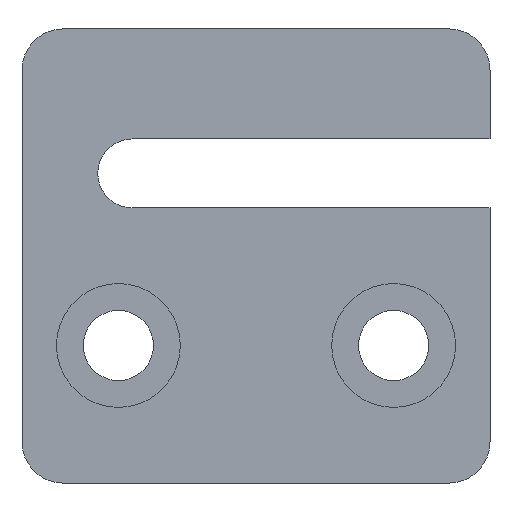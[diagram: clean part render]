
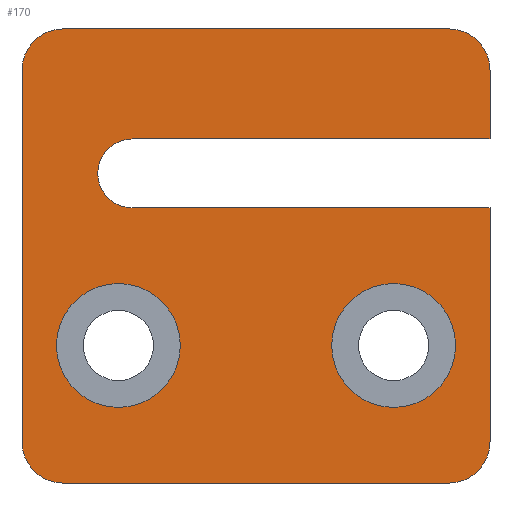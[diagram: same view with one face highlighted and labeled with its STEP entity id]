
A CAD part, front view. The second image highlights one B-rep face of the part: STEP entity #170.
In plain terms, the highlighted planar face has unit normal (0, -1, 0).
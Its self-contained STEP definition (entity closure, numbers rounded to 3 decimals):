
#31 = VERTEX_POINT ( 'NONE', #823 ) ;
#46 = DIRECTION ( 'NONE',  ( 1., 0., 0. ) ) ;
#50 = DIRECTION ( 'NONE',  ( 0., -1., 0. ) ) ;
#57 = CARTESIAN_POINT ( 'NONE',  ( 10., -6., 10. ) ) ;
#63 = CARTESIAN_POINT ( 'NONE',  ( 5.5, -6., 10. ) ) ;
#65 = EDGE_CURVE ( 'NONE', #919, #200, #713, .T. ) ;
#68 = DIRECTION ( 'NONE',  ( 1., 0., 0. ) ) ;
#83 = FACE_BOUND ( 'NONE', #499, .T. ) ;
#106 = CIRCLE ( 'NONE', #409, 3. ) ;
#110 = DIRECTION ( 'NONE',  ( 1., 0., 0. ) ) ;
#112 = DIRECTION ( 'NONE',  ( 0., -1., 0. ) ) ;
#114 = CARTESIAN_POINT ( 'NONE',  ( -10., -6., 10. ) ) ;
#134 = EDGE_CURVE ( 'NONE', #919, #1207, #451, .T. ) ;
#149 = VERTEX_POINT ( 'NONE', #1140 ) ;
#157 = EDGE_LOOP ( 'NONE', ( #1302, #1313 ) ) ;
#170 = ADVANCED_FACE ( 'NONE', ( #632, #83, #988 ), #1022, .F. ) ;
#174 = VERTEX_POINT ( 'NONE', #956 ) ;
#187 = ORIENTED_EDGE ( 'NONE', *, *, #302, .T. ) ;
#189 = CARTESIAN_POINT ( 'NONE',  ( 17., -6., 20. ) ) ;
#199 = DIRECTION ( 'NONE',  ( 0., -1., 0. ) ) ;
#200 = VERTEX_POINT ( 'NONE', #816 ) ;
#218 = EDGE_CURVE ( 'NONE', #400, #1338, #1447, .T. ) ;
#234 = CARTESIAN_POINT ( 'NONE',  ( -14.5, -6., 10. ) ) ;
#242 = EDGE_CURVE ( 'NONE', #1065, #1207, #602, .T. ) ;
#249 = DIRECTION ( 'NONE',  ( -1., 0., 0. ) ) ;
#264 = CARTESIAN_POINT ( 'NONE',  ( 14., -6., 33. ) ) ;
#265 = CIRCLE ( 'NONE', #817, 3. ) ;
#284 = ORIENTED_EDGE ( 'NONE', *, *, #787, .F. ) ;
#294 = VERTEX_POINT ( 'NONE', #902 ) ;
#295 = LINE ( 'NONE', #889, #810 ) ;
#302 = EDGE_CURVE ( 'NONE', #31, #1065, #1348, .T. ) ;
#307 = DIRECTION ( 'NONE',  ( 0., 0., -1. ) ) ;
#311 = CARTESIAN_POINT ( 'NONE',  ( 10., -6., 10. ) ) ;
#332 = CIRCLE ( 'NONE', #802, 3. ) ;
#344 = EDGE_CURVE ( 'NONE', #565, #1270, #106, .T. ) ;
#350 = VECTOR ( 'NONE', #307, 1000. ) ;
#393 = EDGE_CURVE ( 'NONE', #149, #1167, #937, .T. ) ;
#400 = VERTEX_POINT ( 'NONE', #234 ) ;
#402 = CIRCLE ( 'NONE', #1479, 4.5 ) ;
#408 = VECTOR ( 'NONE', #1374, 1000. ) ;
#409 = AXIS2_PLACEMENT_3D ( 'NONE', #689, #589, #777 ) ;
#414 = DIRECTION ( 'NONE',  ( 0., 0., -1. ) ) ;
#422 = VECTOR ( 'NONE', #1185, 1000. ) ;
#429 = CARTESIAN_POINT ( 'NONE',  ( 17., -6., 33. ) ) ;
#451 = LINE ( 'NONE', #1273, #408 ) ;
#455 = VERTEX_POINT ( 'NONE', #1276 ) ;
#499 = EDGE_LOOP ( 'NONE', ( #560, #510 ) ) ;
#510 = ORIENTED_EDGE ( 'NONE', *, *, #959, .F. ) ;
#535 = CARTESIAN_POINT ( 'NONE',  ( -5.5, -6., 10. ) ) ;
#547 = DIRECTION ( 'NONE',  ( 1., 0., 0. ) ) ;
#552 = AXIS2_PLACEMENT_3D ( 'NONE', #1278, #939, #249 ) ;
#554 = CARTESIAN_POINT ( 'NONE',  ( 17., -6., 33. ) ) ;
#560 = ORIENTED_EDGE ( 'NONE', *, *, #1310, .F. ) ;
#565 = VERTEX_POINT ( 'NONE', #905 ) ;
#575 = AXIS2_PLACEMENT_3D ( 'NONE', #950, #1030, #931 ) ;
#589 = DIRECTION ( 'NONE',  ( 0., -1., 0. ) ) ;
#593 = DIRECTION ( 'NONE',  ( 0., 1., 0. ) ) ;
#602 = CIRCLE ( 'NONE', #552, 3. ) ;
#613 = VECTOR ( 'NONE', #414, 1000. ) ;
#623 = VERTEX_POINT ( 'NONE', #749 ) ;
#624 = EDGE_CURVE ( 'NONE', #1167, #31, #332, .T. ) ;
#632 = FACE_BOUND ( 'NONE', #157, .T. ) ;
#635 = DIRECTION ( 'NONE',  ( -1., 0., 0. ) ) ;
#640 = DIRECTION ( 'NONE',  ( 0., -1., 0. ) ) ;
#642 = EDGE_CURVE ( 'NONE', #1282, #149, #265, .T. ) ;
#650 = CARTESIAN_POINT ( 'NONE',  ( -14., -6., 30. ) ) ;
#677 = CARTESIAN_POINT ( 'NONE',  ( -9., -6., 22.5 ) ) ;
#679 = DIRECTION ( 'NONE',  ( -1., 0., 0. ) ) ;
#686 = DIRECTION ( 'NONE',  ( -1., 0., 0. ) ) ;
#689 = CARTESIAN_POINT ( 'NONE',  ( 14., -6., 30. ) ) ;
#713 = LINE ( 'NONE', #1052, #422 ) ;
#714 = VECTOR ( 'NONE', #547, 1000. ) ;
#717 = EDGE_CURVE ( 'NONE', #1282, #1270, #1005, .T. ) ;
#718 = DIRECTION ( 'NONE',  ( 0., -1., 0. ) ) ;
#723 = CARTESIAN_POINT ( 'NONE',  ( -14., -6., 3. ) ) ;
#749 = CARTESIAN_POINT ( 'NONE',  ( 14.5, -6., 10. ) ) ;
#756 = ORIENTED_EDGE ( 'NONE', *, *, #393, .T. ) ;
#762 = EDGE_LOOP ( 'NONE', ( #756, #1087, #187, #907, #1305, #977, #1066, #1032, #1013, #284, #1219, #1131, #1096 ) ) ;
#777 = DIRECTION ( 'NONE',  ( -1., 0., 0. ) ) ;
#787 = EDGE_CURVE ( 'NONE', #565, #455, #1195, .T. ) ;
#789 = DIRECTION ( 'NONE',  ( 1., 0., 0. ) ) ;
#802 = AXIS2_PLACEMENT_3D ( 'NONE', #723, #718, #686 ) ;
#810 = VECTOR ( 'NONE', #789, 1000. ) ;
#816 = CARTESIAN_POINT ( 'NONE',  ( -9., -6., 20. ) ) ;
#817 = AXIS2_PLACEMENT_3D ( 'NONE', #650, #640, #635 ) ;
#823 = CARTESIAN_POINT ( 'NONE',  ( -14., -6., 0. ) ) ;
#889 = CARTESIAN_POINT ( 'NONE',  ( 17., -6., 25. ) ) ;
#899 = DIRECTION ( 'NONE',  ( -1., 0., 0. ) ) ;
#900 = CARTESIAN_POINT ( 'NONE',  ( -17., -6., 33. ) ) ;
#902 = CARTESIAN_POINT ( 'NONE',  ( -11.5, -6., 22.5 ) ) ;
#903 = CARTESIAN_POINT ( 'NONE',  ( 17., -6., 3. ) ) ;
#905 = CARTESIAN_POINT ( 'NONE',  ( 17., -6., 30. ) ) ;
#907 = ORIENTED_EDGE ( 'NONE', *, *, #242, .T. ) ;
#917 = AXIS2_PLACEMENT_3D ( 'NONE', #311, #199, #68 ) ;
#919 = VERTEX_POINT ( 'NONE', #189 ) ;
#921 = AXIS2_PLACEMENT_3D ( 'NONE', #57, #50, #46 ) ;
#931 = DIRECTION ( 'NONE',  ( 1., 0., 0. ) ) ;
#937 = LINE ( 'NONE', #900, #350 ) ;
#939 = DIRECTION ( 'NONE',  ( 0., -1., 0. ) ) ;
#947 = EDGE_CURVE ( 'NONE', #1338, #400, #402, .T. ) ;
#949 = CIRCLE ( 'NONE', #1322, 2.5 ) ;
#950 = CARTESIAN_POINT ( 'NONE',  ( -10., -6., 10. ) ) ;
#956 = CARTESIAN_POINT ( 'NONE',  ( -9., -6., 25. ) ) ;
#959 = EDGE_CURVE ( 'NONE', #1336, #623, #1242, .T. ) ;
#977 = ORIENTED_EDGE ( 'NONE', *, *, #65, .T. ) ;
#988 = FACE_OUTER_BOUND ( 'NONE', #762, .T. ) ;
#993 = CARTESIAN_POINT ( 'NONE',  ( 14., -6., 0. ) ) ;
#997 = EDGE_CURVE ( 'NONE', #200, #294, #949, .T. ) ;
#1005 = LINE ( 'NONE', #554, #714 ) ;
#1013 = ORIENTED_EDGE ( 'NONE', *, *, #1069, .T. ) ;
#1022 = PLANE ( 'NONE',  #1253 ) ;
#1029 = DIRECTION ( 'NONE',  ( 0., 1., 0. ) ) ;
#1030 = DIRECTION ( 'NONE',  ( 0., -1., 0. ) ) ;
#1032 = ORIENTED_EDGE ( 'NONE', *, *, #1165, .T. ) ;
#1052 = CARTESIAN_POINT ( 'NONE',  ( 17., -6., 20. ) ) ;
#1061 = CARTESIAN_POINT ( 'NONE',  ( 17., -6., 0. ) ) ;
#1065 = VERTEX_POINT ( 'NONE', #993 ) ;
#1066 = ORIENTED_EDGE ( 'NONE', *, *, #997, .T. ) ;
#1069 = EDGE_CURVE ( 'NONE', #174, #455, #295, .T. ) ;
#1077 = VECTOR ( 'NONE', #1368, 1000. ) ;
#1087 = ORIENTED_EDGE ( 'NONE', *, *, #624, .T. ) ;
#1092 = AXIS2_PLACEMENT_3D ( 'NONE', #677, #593, #899 ) ;
#1096 = ORIENTED_EDGE ( 'NONE', *, *, #642, .T. ) ;
#1119 = DIRECTION ( 'NONE',  ( -1., 0., 0. ) ) ;
#1131 = ORIENTED_EDGE ( 'NONE', *, *, #717, .F. ) ;
#1140 = CARTESIAN_POINT ( 'NONE',  ( -17., -6., 30. ) ) ;
#1165 = EDGE_CURVE ( 'NONE', #294, #174, #1300, .T. ) ;
#1167 = VERTEX_POINT ( 'NONE', #1475 ) ;
#1185 = DIRECTION ( 'NONE',  ( -1., 0., 0. ) ) ;
#1195 = LINE ( 'NONE', #429, #613 ) ;
#1207 = VERTEX_POINT ( 'NONE', #903 ) ;
#1219 = ORIENTED_EDGE ( 'NONE', *, *, #344, .T. ) ;
#1242 = CIRCLE ( 'NONE', #921, 4.5 ) ;
#1253 = AXIS2_PLACEMENT_3D ( 'NONE', #1307, #1029, #1119 ) ;
#1258 = DIRECTION ( 'NONE',  ( 0., 1., 0. ) ) ;
#1270 = VERTEX_POINT ( 'NONE', #264 ) ;
#1273 = CARTESIAN_POINT ( 'NONE',  ( 17., -6., 33. ) ) ;
#1276 = CARTESIAN_POINT ( 'NONE',  ( 17., -6., 25. ) ) ;
#1278 = CARTESIAN_POINT ( 'NONE',  ( 14., -6., 3. ) ) ;
#1282 = VERTEX_POINT ( 'NONE', #1428 ) ;
#1300 = CIRCLE ( 'NONE', #1092, 2.5 ) ;
#1302 = ORIENTED_EDGE ( 'NONE', *, *, #947, .F. ) ;
#1305 = ORIENTED_EDGE ( 'NONE', *, *, #134, .F. ) ;
#1307 = CARTESIAN_POINT ( 'NONE',  ( 17., -6., 33. ) ) ;
#1310 = EDGE_CURVE ( 'NONE', #623, #1336, #1398, .T. ) ;
#1313 = ORIENTED_EDGE ( 'NONE', *, *, #218, .F. ) ;
#1322 = AXIS2_PLACEMENT_3D ( 'NONE', #1330, #1258, #679 ) ;
#1330 = CARTESIAN_POINT ( 'NONE',  ( -9., -6., 22.5 ) ) ;
#1336 = VERTEX_POINT ( 'NONE', #63 ) ;
#1338 = VERTEX_POINT ( 'NONE', #535 ) ;
#1348 = LINE ( 'NONE', #1061, #1077 ) ;
#1368 = DIRECTION ( 'NONE',  ( 1., 0., 0. ) ) ;
#1374 = DIRECTION ( 'NONE',  ( 0., 0., -1. ) ) ;
#1398 = CIRCLE ( 'NONE', #917, 4.5 ) ;
#1428 = CARTESIAN_POINT ( 'NONE',  ( -14., -6., 33. ) ) ;
#1447 = CIRCLE ( 'NONE', #575, 4.5 ) ;
#1475 = CARTESIAN_POINT ( 'NONE',  ( -17., -6., 3. ) ) ;
#1479 = AXIS2_PLACEMENT_3D ( 'NONE', #114, #112, #110 ) ;
